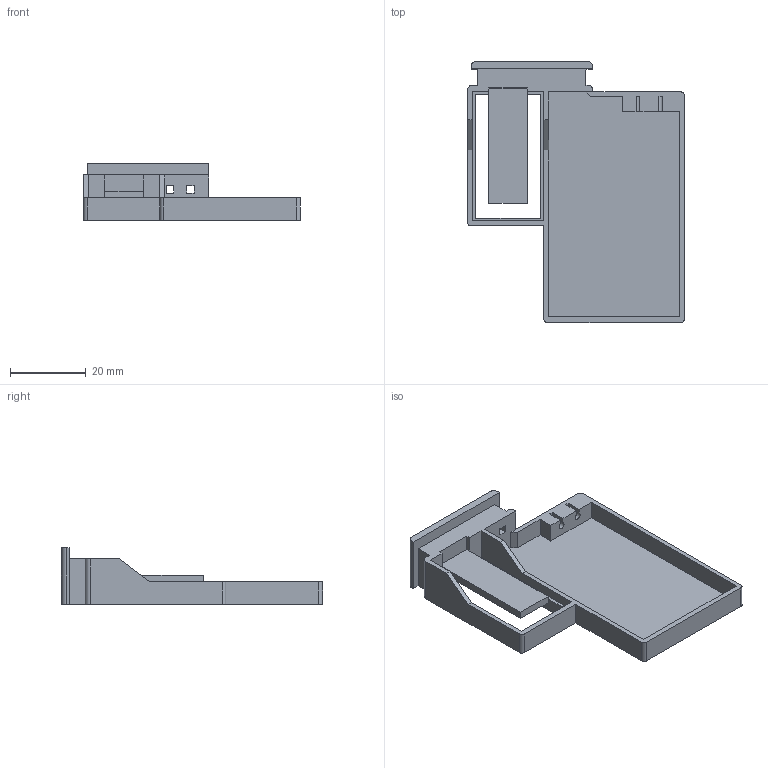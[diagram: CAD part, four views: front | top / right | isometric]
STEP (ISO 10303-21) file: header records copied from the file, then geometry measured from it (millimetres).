
FILE_DESCRIPTION(('FreeCAD Model'),'2;1');
FILE_NAME('Open CASCADE Shape Model','2025-02-18T12:21:15',(''),(''), 'Open CASCADE STEP processor 7.8','FreeCAD','Unknown');
FILE_SCHEMA(('AUTOMOTIVE_DESIGN { 1 0 10303 214 1 1 1 1 }'));
Length unit declared in the file: millimetre
Products named in the file (1): Body
Bounding box: 57.1 x 68.75 x 15 mm (x, y, z)
Volume: 6954.5 mm3; surface area: 10468.6 mm2
Topology: 1 solids, 1 shells, 102 faces, 305 edges, 203 vertices
Faces by surface type: plane 86, cylinder 16
Entity records: 3439 total; most frequent: CARTESIAN_POINT 611, ORIENTED_EDGE 610, DIRECTION 547, EDGE_CURVE 305, LINE 269, VECTOR 269, VERTEX_POINT 203, AXIS2_PLACEMENT_3D 139
